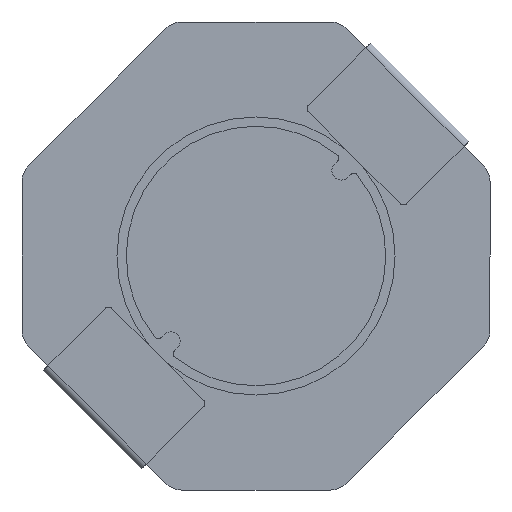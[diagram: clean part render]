
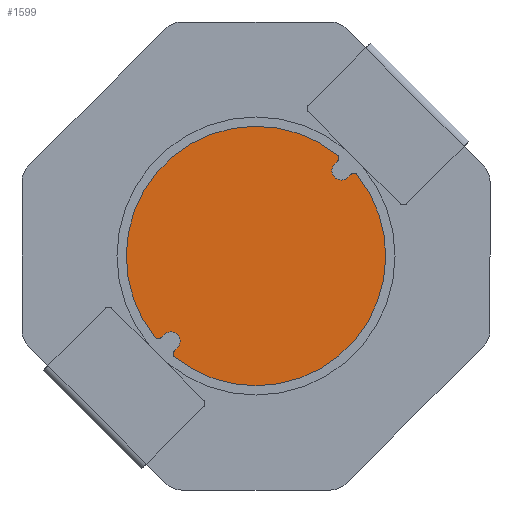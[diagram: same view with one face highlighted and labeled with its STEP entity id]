
A CAD part, front view. The second image highlights one B-rep face of the part: STEP entity #1599.
In plain terms, the highlighted planar face has unit normal (0, -1, 0).
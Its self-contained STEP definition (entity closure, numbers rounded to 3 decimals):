
#56 = CARTESIAN_POINT ( 'NONE',  ( -1.756, 0.1, -2.039 ) ) ;
#82 = VECTOR ( 'NONE', #692, 1000. ) ;
#84 = DIRECTION ( 'NONE',  ( 0., 0., -1. ) ) ;
#117 = VERTEX_POINT ( 'NONE', #3315 ) ;
#168 = VERTEX_POINT ( 'NONE', #3655 ) ;
#184 = VERTEX_POINT ( 'NONE', #2630 ) ;
#228 = VERTEX_POINT ( 'NONE', #3705 ) ;
#316 = VECTOR ( 'NONE', #3200, 1000. ) ;
#344 = CARTESIAN_POINT ( 'NONE',  ( 2.039, 0.1, 1.756 ) ) ;
#373 = DIRECTION ( 'NONE',  ( 0., 0., -1. ) ) ;
#374 = DIRECTION ( 'NONE',  ( -0.707, 0., -0.707 ) ) ;
#437 = VERTEX_POINT ( 'NONE', #1979 ) ;
#454 = CARTESIAN_POINT ( 'NONE',  ( 1.838, 0.1, 1.838 ) ) ;
#526 = DIRECTION ( 'NONE',  ( 0., 0., 1. ) ) ;
#527 = DIRECTION ( 'NONE',  ( 0., 0., 1. ) ) ;
#548 = CARTESIAN_POINT ( 'NONE',  ( 1.748, 0.1, 2.188 ) ) ;
#560 = EDGE_LOOP ( 'NONE', ( #3179, #3486, #3047, #1828, #835, #2228, #3782, #1371, #1321, #2997, #2340, #2486, #3690, #4363, #877 ) ) ;
#670 = VERTEX_POINT ( 'NONE', #344 ) ;
#692 = DIRECTION ( 'NONE',  ( 0.707, 0., 0.707 ) ) ;
#738 = CARTESIAN_POINT ( 'NONE',  ( 0., 0.1, 0. ) ) ;
#796 = EDGE_CURVE ( 'NONE', #437, #4355, #3831, .T. ) ;
#805 = CIRCLE ( 'NONE', #1279, 2.8 ) ;
#814 = DIRECTION ( 'NONE',  ( 0., -1., 0. ) ) ;
#830 = EDGE_CURVE ( 'NONE', #4355, #168, #955, .T. ) ;
#835 = ORIENTED_EDGE ( 'NONE', *, *, #4281, .T. ) ;
#877 = ORIENTED_EDGE ( 'NONE', *, *, #2243, .T. ) ;
#920 = DIRECTION ( 'NONE',  ( 0., 0., -1. ) ) ;
#934 = AXIS2_PLACEMENT_3D ( 'NONE', #2085, #1095, #1048 ) ;
#946 = LINE ( 'NONE', #2400, #82 ) ;
#952 = DIRECTION ( 'NONE',  ( 0., -1., 0. ) ) ;
#954 = CARTESIAN_POINT ( 'NONE',  ( -1.756, 0.1, -2.039 ) ) ;
#955 = CIRCLE ( 'NONE', #934, 0.2 ) ;
#1048 = DIRECTION ( 'NONE',  ( 0., 0., 1. ) ) ;
#1086 = CARTESIAN_POINT ( 'NONE',  ( 0., 0.1, -2.8 ) ) ;
#1095 = DIRECTION ( 'NONE',  ( 0., 1., 0. ) ) ;
#1144 = AXIS2_PLACEMENT_3D ( 'NONE', #1393, #2451, #373 ) ;
#1150 = AXIS2_PLACEMENT_3D ( 'NONE', #454, #3929, #2549 ) ;
#1279 = AXIS2_PLACEMENT_3D ( 'NONE', #738, #1459, #84 ) ;
#1321 = ORIENTED_EDGE ( 'NONE', *, *, #830, .T. ) ;
#1362 = EDGE_CURVE ( 'NONE', #1488, #4397, #805, .T. ) ;
#1368 = DIRECTION ( 'NONE',  ( 0., 0., 1. ) ) ;
#1371 = ORIENTED_EDGE ( 'NONE', *, *, #796, .T. ) ;
#1384 = CIRCLE ( 'NONE', #3370, 2.8 ) ;
#1393 = CARTESIAN_POINT ( 'NONE',  ( -1.685, 0.1, -2.109 ) ) ;
#1411 = CIRCLE ( 'NONE', #3393, 2.8 ) ;
#1435 = DIRECTION ( 'NONE',  ( -0.707, 0., -0.707 ) ) ;
#1441 = AXIS2_PLACEMENT_3D ( 'NONE', #2242, #2226, #526 ) ;
#1459 = DIRECTION ( 'NONE',  ( 0., -1., 0. ) ) ;
#1488 = VERTEX_POINT ( 'NONE', #1086 ) ;
#1543 = EDGE_CURVE ( 'NONE', #117, #1488, #1384, .T. ) ;
#1544 = VECTOR ( 'NONE', #374, 1000. ) ;
#1557 = PLANE ( 'NONE',  #1441 ) ;
#1564 = CIRCLE ( 'NONE', #1144, 0.1 ) ;
#1599 = ADVANCED_FACE ( 'NONE', ( #3760 ), #1557, .F. ) ;
#1630 = VERTEX_POINT ( 'NONE', #548 ) ;
#1696 = EDGE_CURVE ( 'NONE', #4284, #2370, #2857, .T. ) ;
#1721 = CARTESIAN_POINT ( 'NONE',  ( 2.039, 0.1, 1.756 ) ) ;
#1729 = EDGE_CURVE ( 'NONE', #4146, #437, #3180, .T. ) ;
#1742 = DIRECTION ( 'NONE',  ( 0., -1., 0. ) ) ;
#1828 = ORIENTED_EDGE ( 'NONE', *, *, #3088, .T. ) ;
#1851 = CARTESIAN_POINT ( 'NONE',  ( 2.109, 0.1, 1.685 ) ) ;
#1916 = EDGE_CURVE ( 'NONE', #168, #2160, #3280, .T. ) ;
#1979 = CARTESIAN_POINT ( 'NONE',  ( -2.039, 0.1, -1.756 ) ) ;
#2071 = DIRECTION ( 'NONE',  ( 0., 0., -1. ) ) ;
#2076 = CARTESIAN_POINT ( 'NONE',  ( -2.109, 0.1, -1.685 ) ) ;
#2085 = CARTESIAN_POINT ( 'NONE',  ( -1.838, 0.1, -1.838 ) ) ;
#2160 = VERTEX_POINT ( 'NONE', #954 ) ;
#2194 = CARTESIAN_POINT ( 'NONE',  ( 0., 0.1, 0. ) ) ;
#2226 = DIRECTION ( 'NONE',  ( 0., 1., 0. ) ) ;
#2228 = ORIENTED_EDGE ( 'NONE', *, *, #4289, .T. ) ;
#2242 = CARTESIAN_POINT ( 'NONE',  ( 4.55, 0.1, 1.602 ) ) ;
#2243 = EDGE_CURVE ( 'NONE', #670, #4284, #4190, .T. ) ;
#2297 = EDGE_CURVE ( 'NONE', #228, #4068, #946, .T. ) ;
#2330 = CARTESIAN_POINT ( 'NONE',  ( 1.685, 0.1, 2.109 ) ) ;
#2340 = ORIENTED_EDGE ( 'NONE', *, *, #4458, .T. ) ;
#2370 = VERTEX_POINT ( 'NONE', #2828 ) ;
#2400 = CARTESIAN_POINT ( 'NONE',  ( 1.756, 0.1, 2.039 ) ) ;
#2425 = CARTESIAN_POINT ( 'NONE',  ( -1.98, 0.1, -1.697 ) ) ;
#2437 = CIRCLE ( 'NONE', #2536, 0.1 ) ;
#2451 = DIRECTION ( 'NONE',  ( 0., -1., 0. ) ) ;
#2460 = EDGE_CURVE ( 'NONE', #4397, #670, #3748, .T. ) ;
#2486 = ORIENTED_EDGE ( 'NONE', *, *, #1543, .T. ) ;
#2536 = AXIS2_PLACEMENT_3D ( 'NONE', #4153, #2777, #2763 ) ;
#2549 = DIRECTION ( 'NONE',  ( 0., 0., -1. ) ) ;
#2630 = CARTESIAN_POINT ( 'NONE',  ( -2.188, 0.1, -1.748 ) ) ;
#2631 = CARTESIAN_POINT ( 'NONE',  ( 1.756, 0.1, 2.039 ) ) ;
#2763 = DIRECTION ( 'NONE',  ( 0., 0., 1. ) ) ;
#2777 = DIRECTION ( 'NONE',  ( 0., -1., 0. ) ) ;
#2828 = CARTESIAN_POINT ( 'NONE',  ( 1.838, 0.1, 1.638 ) ) ;
#2840 = CARTESIAN_POINT ( 'NONE',  ( -2.039, 0.1, -1.756 ) ) ;
#2857 = CIRCLE ( 'NONE', #1150, 0.2 ) ;
#2997 = ORIENTED_EDGE ( 'NONE', *, *, #1916, .T. ) ;
#3047 = ORIENTED_EDGE ( 'NONE', *, *, #2297, .T. ) ;
#3057 = CARTESIAN_POINT ( 'NONE',  ( -2.109, 0.1, -1.785 ) ) ;
#3088 = EDGE_CURVE ( 'NONE', #4068, #1630, #4327, .T. ) ;
#3098 = CARTESIAN_POINT ( 'NONE',  ( 0., 0.1, 0. ) ) ;
#3179 = ORIENTED_EDGE ( 'NONE', *, *, #1696, .T. ) ;
#3180 = CIRCLE ( 'NONE', #4008, 0.1 ) ;
#3200 = DIRECTION ( 'NONE',  ( 0.707, 0., 0.707 ) ) ;
#3241 = DIRECTION ( 'NONE',  ( 0., 0., -1. ) ) ;
#3244 = DIRECTION ( 'NONE',  ( 0., -1., 0. ) ) ;
#3280 = LINE ( 'NONE', #56, #3438 ) ;
#3300 = DIRECTION ( 'NONE',  ( 0., 1., 0. ) ) ;
#3315 = CARTESIAN_POINT ( 'NONE',  ( -1.748, 0.1, -2.188 ) ) ;
#3356 = DIRECTION ( 'NONE',  ( 0., 0., -1. ) ) ;
#3370 = AXIS2_PLACEMENT_3D ( 'NONE', #2194, #814, #3241 ) ;
#3393 = AXIS2_PLACEMENT_3D ( 'NONE', #3098, #1742, #2071 ) ;
#3438 = VECTOR ( 'NONE', #1435, 1000. ) ;
#3443 = CARTESIAN_POINT ( 'NONE',  ( 1.98, 0.1, 1.697 ) ) ;
#3453 = AXIS2_PLACEMENT_3D ( 'NONE', #2330, #952, #3356 ) ;
#3483 = DIRECTION ( 'NONE',  ( 0., -1., 0. ) ) ;
#3486 = ORIENTED_EDGE ( 'NONE', *, *, #4083, .T. ) ;
#3643 = CARTESIAN_POINT ( 'NONE',  ( 1.838, 0.1, 1.838 ) ) ;
#3655 = CARTESIAN_POINT ( 'NONE',  ( -1.697, 0.1, -1.98 ) ) ;
#3690 = ORIENTED_EDGE ( 'NONE', *, *, #1362, .T. ) ;
#3705 = CARTESIAN_POINT ( 'NONE',  ( 1.697, 0.1, 1.98 ) ) ;
#3748 = CIRCLE ( 'NONE', #4124, 0.1 ) ;
#3760 = FACE_OUTER_BOUND ( 'NONE', #560, .T. ) ;
#3770 = AXIS2_PLACEMENT_3D ( 'NONE', #3643, #3300, #920 ) ;
#3782 = ORIENTED_EDGE ( 'NONE', *, *, #1729, .T. ) ;
#3831 = LINE ( 'NONE', #2840, #316 ) ;
#3929 = DIRECTION ( 'NONE',  ( 0., 1., 0. ) ) ;
#4008 = AXIS2_PLACEMENT_3D ( 'NONE', #2076, #3483, #1368 ) ;
#4068 = VERTEX_POINT ( 'NONE', #2631 ) ;
#4083 = EDGE_CURVE ( 'NONE', #2370, #228, #4116, .T. ) ;
#4116 = CIRCLE ( 'NONE', #3770, 0.2 ) ;
#4124 = AXIS2_PLACEMENT_3D ( 'NONE', #1851, #3244, #527 ) ;
#4125 = CARTESIAN_POINT ( 'NONE',  ( 2.188, 0.1, 1.748 ) ) ;
#4146 = VERTEX_POINT ( 'NONE', #3057 ) ;
#4153 = CARTESIAN_POINT ( 'NONE',  ( -2.109, 0.1, -1.685 ) ) ;
#4190 = LINE ( 'NONE', #1721, #1544 ) ;
#4281 = EDGE_CURVE ( 'NONE', #1630, #184, #1411, .T. ) ;
#4284 = VERTEX_POINT ( 'NONE', #3443 ) ;
#4289 = EDGE_CURVE ( 'NONE', #184, #4146, #2437, .T. ) ;
#4327 = CIRCLE ( 'NONE', #3453, 0.1 ) ;
#4355 = VERTEX_POINT ( 'NONE', #2425 ) ;
#4363 = ORIENTED_EDGE ( 'NONE', *, *, #2460, .T. ) ;
#4397 = VERTEX_POINT ( 'NONE', #4125 ) ;
#4458 = EDGE_CURVE ( 'NONE', #2160, #117, #1564, .T. ) ;
